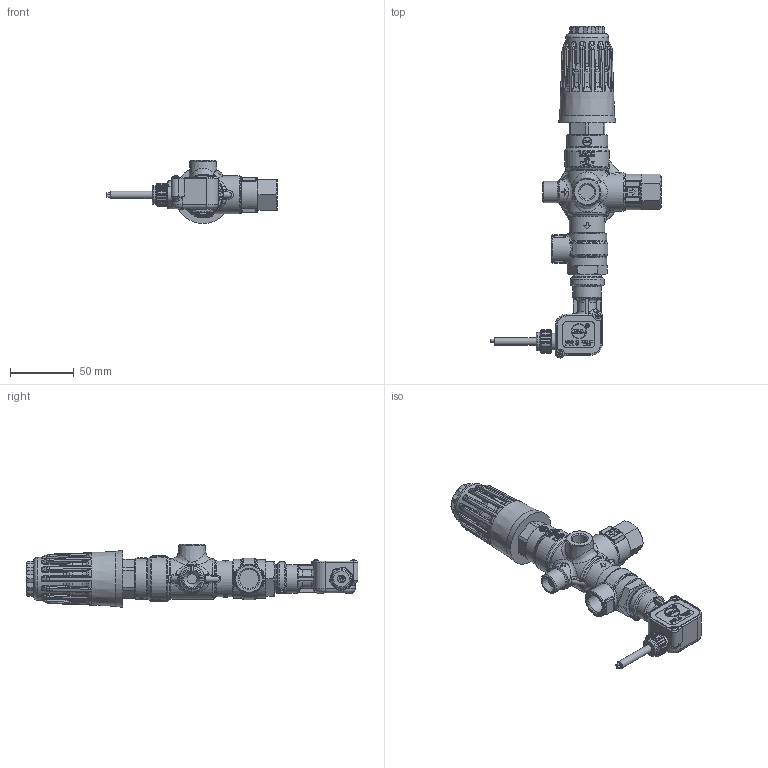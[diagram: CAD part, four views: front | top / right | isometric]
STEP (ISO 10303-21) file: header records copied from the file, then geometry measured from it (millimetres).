
FILE_DESCRIPTION(/* description */ (''),/* implementation_level */ '2;1');
FILE_NAME(/* name */ '60173000.stp',/* time_stamp */ '2016-07-26T14:23:35+02:00',/* author */ ('PaoloC'),/* organization */ (''),/* preprocessor_version */ 'ST-DEVELOPER v15.2',/* originating_system */ 'Autodesk Inventor 2014',/* authorisation */ '');
FILE_SCHEMA (('AUTOMOTIVE_DESIGN { 1 0 10303 214 3 1 1 }'));
Products named in the file (1): 60173000_Shrinkwrap_1
Bounding box: 133.5 x 260.54 x 49.5 mm (x, y, z)
Volume: 259634.9 mm3; surface area: 44416 mm2
Topology: 1 solids, 3 shells, 3921 faces, 9962 edges, 6138 vertices
Faces by surface type: bspline 1472, plane 1465, cylinder 573, torus 222, cone 116, sphere 73
Full cylindrical faces by diameter (mm): 1.8 x2, 2 x2, 2.4 x1, 3 x1, 6 x1, 6.364 x1, 7 x1, 10.35 x1, 10.909 x1, 11.445 x1, 11.5 x1, 12 x1, 13.157 x1, 14.5 x1, 14.95 x2, 16.5 x1, 16.662 x1, 20 x1, 22 x1, 22.5 x1, 25 x1, 26 x1, 28 x2, 30 x1, 30.5 x2, 32 x1, 33.7 x1, 35 x1
Entity records: 145661 total; most frequent: CARTESIAN_POINT 58424, ORIENTED_EDGE 19484, DIRECTION 13893, EDGE_CURVE 9739, VERTEX_POINT 6108, AXIS2_PLACEMENT_3D 4849, EDGE_LOOP 4203, LINE 4195
